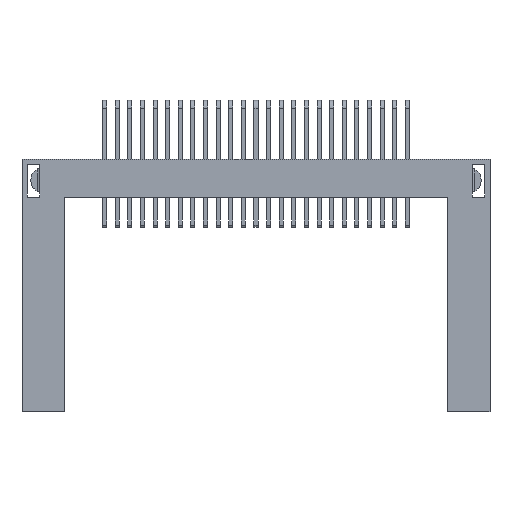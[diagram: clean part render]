
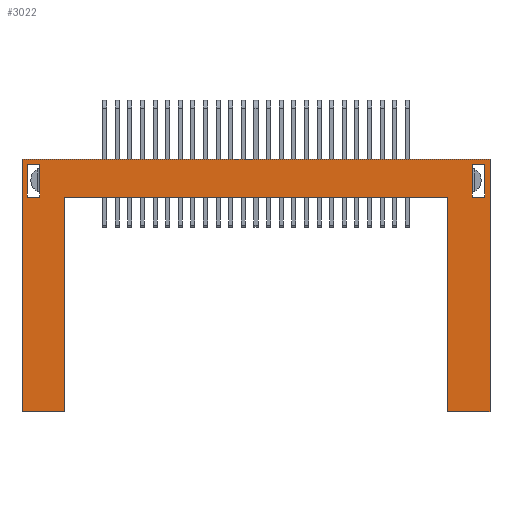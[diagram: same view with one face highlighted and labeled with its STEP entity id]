
A CAD part, front view. The second image highlights one B-rep face of the part: STEP entity #3022.
In plain terms, the highlighted face is planar.
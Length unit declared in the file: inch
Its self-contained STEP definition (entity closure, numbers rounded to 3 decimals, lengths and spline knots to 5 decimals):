
#3022 = ADVANCED_FACE( '', ( #6153, #6154, #6155 ), #6156, .F. );
#6153 = FACE_BOUND( '', #9289, .T. );
#6154 = FACE_OUTER_BOUND( '', #9290, .T. );
#6155 = FACE_BOUND( '', #9291, .T. );
#6156 = PLANE( '', #9292 );
#9289 = EDGE_LOOP( '', ( #19076, #19077, #19078, #19079 ) );
#9290 = EDGE_LOOP( '', ( #19080, #19081, #19082, #19083, #19084, #19085, #19086, #19087 ) );
#9291 = EDGE_LOOP( '', ( #19088, #19089, #19090, #19091 ) );
#9292 = AXIS2_PLACEMENT_3D( '', #19092, #19093, #19094 );
#19076 = ORIENTED_EDGE( '', *, *, #22062, .F. );
#19077 = ORIENTED_EDGE( '', *, *, #19720, .F. );
#19078 = ORIENTED_EDGE( '', *, *, #21928, .F. );
#19079 = ORIENTED_EDGE( '', *, *, #22437, .F. );
#19080 = ORIENTED_EDGE( '', *, *, #22759, .T. );
#19081 = ORIENTED_EDGE( '', *, *, #23004, .T. );
#19082 = ORIENTED_EDGE( '', *, *, #22766, .F. );
#19083 = ORIENTED_EDGE( '', *, *, #21072, .T. );
#19084 = ORIENTED_EDGE( '', *, *, #22286, .T. );
#19085 = ORIENTED_EDGE( '', *, *, #23121, .F. );
#19086 = ORIENTED_EDGE( '', *, *, #21223, .F. );
#19087 = ORIENTED_EDGE( '', *, *, #21219, .T. );
#19088 = ORIENTED_EDGE( '', *, *, #23107, .F. );
#19089 = ORIENTED_EDGE( '', *, *, #23010, .F. );
#19090 = ORIENTED_EDGE( '', *, *, #22782, .F. );
#19091 = ORIENTED_EDGE( '', *, *, #19422, .F. );
#19092 = CARTESIAN_POINT( '', ( 0.927, 0.125, 0.5 ) );
#19093 = DIRECTION( '', ( 0., -1., 0. ) );
#19094 = DIRECTION( '', ( 0., 0., -1. ) );
#19422 = EDGE_CURVE( '', #23481, #23483, #23484, .T. );
#19720 = EDGE_CURVE( '', #24008, #24010, #24011, .T. );
#21072 = EDGE_CURVE( '', #26257, #26255, #26258, .T. );
#21219 = EDGE_CURVE( '', #26486, #26484, #26487, .T. );
#21223 = EDGE_CURVE( '', #26486, #26491, #26492, .T. );
#21928 = EDGE_CURVE( '', #27561, #24008, #27563, .T. );
#22062 = EDGE_CURVE( '', #24010, #27749, #27750, .T. );
#22286 = EDGE_CURVE( '', #26255, #28054, #28055, .T. );
#22437 = EDGE_CURVE( '', #27749, #27561, #28266, .T. );
#22759 = EDGE_CURVE( '', #26484, #28665, #28667, .T. );
#22766 = EDGE_CURVE( '', #26257, #28675, #28676, .T. );
#22782 = EDGE_CURVE( '', #23483, #28692, #28693, .T. );
#23004 = EDGE_CURVE( '', #28665, #28675, #28944, .T. );
#23010 = EDGE_CURVE( '', #28692, #28950, #28951, .T. );
#23107 = EDGE_CURVE( '', #28950, #23481, #29053, .T. );
#23121 = EDGE_CURVE( '', #26491, #28054, #29068, .T. );
#23481 = VERTEX_POINT( '', #29520 );
#23483 = VERTEX_POINT( '', #29523 );
#23484 = LINE( '', #29524, #29525 );
#24008 = VERTEX_POINT( '', #30282 );
#24010 = VERTEX_POINT( '', #30285 );
#24011 = LINE( '', #30286, #30287 );
#26255 = VERTEX_POINT( '', #33522 );
#26257 = VERTEX_POINT( '', #33525 );
#26258 = LINE( '', #33526, #33527 );
#26484 = VERTEX_POINT( '', #33853 );
#26486 = VERTEX_POINT( '', #33856 );
#26487 = LINE( '', #33857, #33858 );
#26491 = VERTEX_POINT( '', #33864 );
#26492 = LINE( '', #33865, #33866 );
#27561 = VERTEX_POINT( '', #35491 );
#27563 = LINE( '', #35494, #35495 );
#27749 = VERTEX_POINT( '', #35762 );
#27750 = LINE( '', #35763, #35764 );
#28054 = VERTEX_POINT( '', #36241 );
#28055 = LINE( '', #36242, #36243 );
#28266 = LINE( '', #36580, #36581 );
#28665 = VERTEX_POINT( '', #37194 );
#28667 = LINE( '', #37197, #37198 );
#28675 = VERTEX_POINT( '', #37211 );
#28676 = LINE( '', #37212, #37213 );
#28692 = VERTEX_POINT( '', #37232 );
#28693 = LINE( '', #37233, #37234 );
#28944 = LINE( '', #37595, #37596 );
#28950 = VERTEX_POINT( '', #37603 );
#28951 = LINE( '', #37604, #37605 );
#29053 = LINE( '', #37747, #37748 );
#29068 = LINE( '', #37767, #37768 );
#29520 = CARTESIAN_POINT( '', ( 0.857, 0.125, -0.48 ) );
#29523 = CARTESIAN_POINT( '', ( 0.857, 0.125, -0.35 ) );
#29524 = CARTESIAN_POINT( '', ( 0.857, 0.125, -0.48 ) );
#29525 = VECTOR( '', #38063, 39.37008 );
#30282 = CARTESIAN_POINT( '', ( -0.857, 0.125, -0.35 ) );
#30285 = CARTESIAN_POINT( '', ( -0.857, 0.125, -0.48 ) );
#30286 = CARTESIAN_POINT( '', ( -0.857, 0.125, -0.35 ) );
#30287 = VECTOR( '', #38350, 39.37008 );
#33522 = CARTESIAN_POINT( '', ( 0.927, 0.125, -0.5 ) );
#33525 = CARTESIAN_POINT( '', ( 0.927, 0.125, 0.5 ) );
#33526 = CARTESIAN_POINT( '', ( 0.927, 0.125, 0.5 ) );
#33527 = VECTOR( '', #39635, 39.37008 );
#33853 = CARTESIAN_POINT( '', ( -0.757, 0.125, -0.35 ) );
#33856 = CARTESIAN_POINT( '', ( -0.757, 0.125, 0.5 ) );
#33857 = CARTESIAN_POINT( '', ( -0.757, 0.125, 0.5 ) );
#33858 = VECTOR( '', #39767, 39.37008 );
#33864 = CARTESIAN_POINT( '', ( -0.927, 0.125, 0.5 ) );
#33865 = CARTESIAN_POINT( '', ( 0.927, 0.125, 0.5 ) );
#33866 = VECTOR( '', #39770, 39.37008 );
#35491 = CARTESIAN_POINT( '', ( -0.907, 0.125, -0.35 ) );
#35494 = CARTESIAN_POINT( '', ( -0.907, 0.125, -0.35 ) );
#35495 = VECTOR( '', #40406, 39.37008 );
#35762 = CARTESIAN_POINT( '', ( -0.907, 0.125, -0.48 ) );
#35763 = CARTESIAN_POINT( '', ( -0.857, 0.125, -0.48 ) );
#35764 = VECTOR( '', #40524, 39.37008 );
#36241 = CARTESIAN_POINT( '', ( -0.927, 0.125, -0.5 ) );
#36242 = CARTESIAN_POINT( '', ( 0.927, 0.125, -0.5 ) );
#36243 = VECTOR( '', #40722, 39.37008 );
#36580 = CARTESIAN_POINT( '', ( -0.907, 0.125, -0.48 ) );
#36581 = VECTOR( '', #40861, 39.37008 );
#37194 = CARTESIAN_POINT( '', ( 0.757, 0.125, -0.35 ) );
#37197 = CARTESIAN_POINT( '', ( -0.757, 0.125, -0.35 ) );
#37198 = VECTOR( '', #41110, 39.37008 );
#37211 = CARTESIAN_POINT( '', ( 0.757, 0.125, 0.5 ) );
#37212 = CARTESIAN_POINT( '', ( 0.927, 0.125, 0.5 ) );
#37213 = VECTOR( '', #41116, 39.37008 );
#37232 = CARTESIAN_POINT( '', ( 0.907, 0.125, -0.35 ) );
#37233 = CARTESIAN_POINT( '', ( 0.857, 0.125, -0.35 ) );
#37234 = VECTOR( '', #41129, 39.37008 );
#37595 = CARTESIAN_POINT( '', ( 0.757, 0.125, -0.35 ) );
#37596 = VECTOR( '', #41276, 39.37008 );
#37603 = CARTESIAN_POINT( '', ( 0.907, 0.125, -0.48 ) );
#37604 = CARTESIAN_POINT( '', ( 0.907, 0.125, -0.35 ) );
#37605 = VECTOR( '', #41278, 39.37008 );
#37747 = CARTESIAN_POINT( '', ( 0.907, 0.125, -0.48 ) );
#37748 = VECTOR( '', #41327, 39.37008 );
#37767 = CARTESIAN_POINT( '', ( -0.927, 0.125, 0.5 ) );
#37768 = VECTOR( '', #41332, 39.37008 );
#38063 = DIRECTION( '', ( 0., 0., 1. ) );
#38350 = DIRECTION( '', ( 0., 0., -1. ) );
#39635 = DIRECTION( '', ( 0., 0., -1. ) );
#39767 = DIRECTION( '', ( 0., 0., -1. ) );
#39770 = DIRECTION( '', ( -1., 0., 0. ) );
#40406 = DIRECTION( '', ( 1., 0., 0. ) );
#40524 = DIRECTION( '', ( -1., 0., 0. ) );
#40722 = DIRECTION( '', ( -1., 0., 0. ) );
#40861 = DIRECTION( '', ( 0., 0., 1. ) );
#41110 = DIRECTION( '', ( 1., 0., 0. ) );
#41116 = DIRECTION( '', ( -1., 0., 0. ) );
#41129 = DIRECTION( '', ( 1., 0., 0. ) );
#41276 = DIRECTION( '', ( 0., 0., 1. ) );
#41278 = DIRECTION( '', ( 0., 0., -1. ) );
#41327 = DIRECTION( '', ( -1., 0., 0. ) );
#41332 = DIRECTION( '', ( 0., 0., -1. ) );
